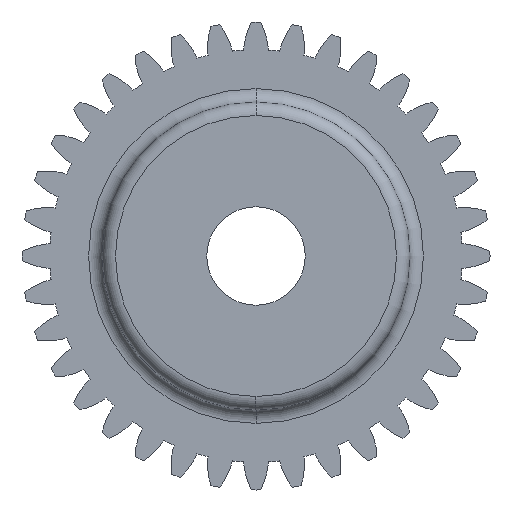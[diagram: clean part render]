
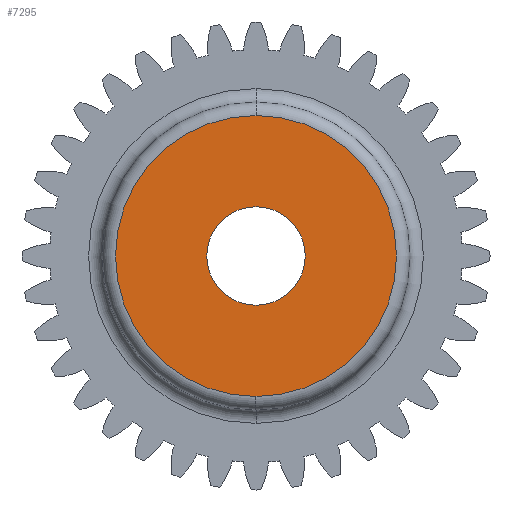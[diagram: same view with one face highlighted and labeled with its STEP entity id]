
A CAD part, left-side view. The second image highlights one B-rep face of the part: STEP entity #7295.
In plain terms, the highlighted planar face has unit normal (-1, 0, 0).
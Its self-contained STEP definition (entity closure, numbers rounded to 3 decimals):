
#364 = AXIS2_PLACEMENT_3D ( 'NONE', #7449, #6861, #1329 ) ;
#382 = CIRCLE ( 'NONE', #2965, 11.409 ) ;
#434 = FACE_OUTER_BOUND ( 'NONE', #2851, .T. ) ;
#522 = CARTESIAN_POINT ( 'NONE',  ( 0., 0., 0. ) ) ;
#777 = EDGE_CURVE ( 'NONE', #4039, #7184, #6049, .T. ) ;
#1241 = CIRCLE ( 'NONE', #364, 11.409 ) ;
#1329 = DIRECTION ( 'NONE',  ( 0., 1., 0. ) ) ;
#1435 = DIRECTION ( 'NONE',  ( 0., 0., -1. ) ) ;
#1471 = DIRECTION ( 'NONE',  ( 1., 0., 0. ) ) ;
#1731 = ORIENTED_EDGE ( 'NONE', *, *, #777, .T. ) ;
#1778 = DIRECTION ( 'NONE',  ( 0., 1., 0. ) ) ;
#1966 = ORIENTED_EDGE ( 'NONE', *, *, #4116, .T. ) ;
#2353 = CARTESIAN_POINT ( 'NONE',  ( 0., 0., 0. ) ) ;
#2511 = CIRCLE ( 'NONE', #5208, 4. ) ;
#2738 = VERTEX_POINT ( 'NONE', #3976 ) ;
#2851 = EDGE_LOOP ( 'NONE', ( #5651, #4431 ) ) ;
#2965 = AXIS2_PLACEMENT_3D ( 'NONE', #522, #8611, #1778 ) ;
#3208 = DIRECTION ( 'NONE',  ( 0., 0., 1. ) ) ;
#3216 = EDGE_CURVE ( 'NONE', #2738, #3604, #382, .T. ) ;
#3381 = EDGE_LOOP ( 'NONE', ( #1966, #1731 ) ) ;
#3604 = VERTEX_POINT ( 'NONE', #8598 ) ;
#3788 = PLANE ( 'NONE',  #6817 ) ;
#3976 = CARTESIAN_POINT ( 'NONE',  ( 0., 0., 11.409 ) ) ;
#4039 = VERTEX_POINT ( 'NONE', #7557 ) ;
#4116 = EDGE_CURVE ( 'NONE', #7184, #4039, #2511, .T. ) ;
#4431 = ORIENTED_EDGE ( 'NONE', *, *, #6284, .T. ) ;
#5126 = FACE_BOUND ( 'NONE', #3381, .T. ) ;
#5159 = DIRECTION ( 'NONE',  ( 1., 0., 0. ) ) ;
#5208 = AXIS2_PLACEMENT_3D ( 'NONE', #6874, #1471, #1435 ) ;
#5651 = ORIENTED_EDGE ( 'NONE', *, *, #3216, .T. ) ;
#6049 = CIRCLE ( 'NONE', #6466, 4. ) ;
#6284 = EDGE_CURVE ( 'NONE', #3604, #2738, #1241, .T. ) ;
#6466 = AXIS2_PLACEMENT_3D ( 'NONE', #2353, #5159, #7809 ) ;
#6817 = AXIS2_PLACEMENT_3D ( 'NONE', #8709, #7360, #3208 ) ;
#6861 = DIRECTION ( 'NONE',  ( -1., 0., 0. ) ) ;
#6874 = CARTESIAN_POINT ( 'NONE',  ( 0., 0., 0. ) ) ;
#7184 = VERTEX_POINT ( 'NONE', #7724 ) ;
#7295 = ADVANCED_FACE ( 'NONE', ( #434, #5126 ), #3788, .T. ) ;
#7360 = DIRECTION ( 'NONE',  ( -1., 0., 0. ) ) ;
#7449 = CARTESIAN_POINT ( 'NONE',  ( 0., 0., 0. ) ) ;
#7557 = CARTESIAN_POINT ( 'NONE',  ( 0., 0., 4. ) ) ;
#7724 = CARTESIAN_POINT ( 'NONE',  ( 0., 0., -4. ) ) ;
#7809 = DIRECTION ( 'NONE',  ( 0., 0., -1. ) ) ;
#8598 = CARTESIAN_POINT ( 'NONE',  ( 0., 0., -11.409 ) ) ;
#8611 = DIRECTION ( 'NONE',  ( -1., 0., 0. ) ) ;
#8709 = CARTESIAN_POINT ( 'NONE',  ( 0., 0., 0. ) ) ;
